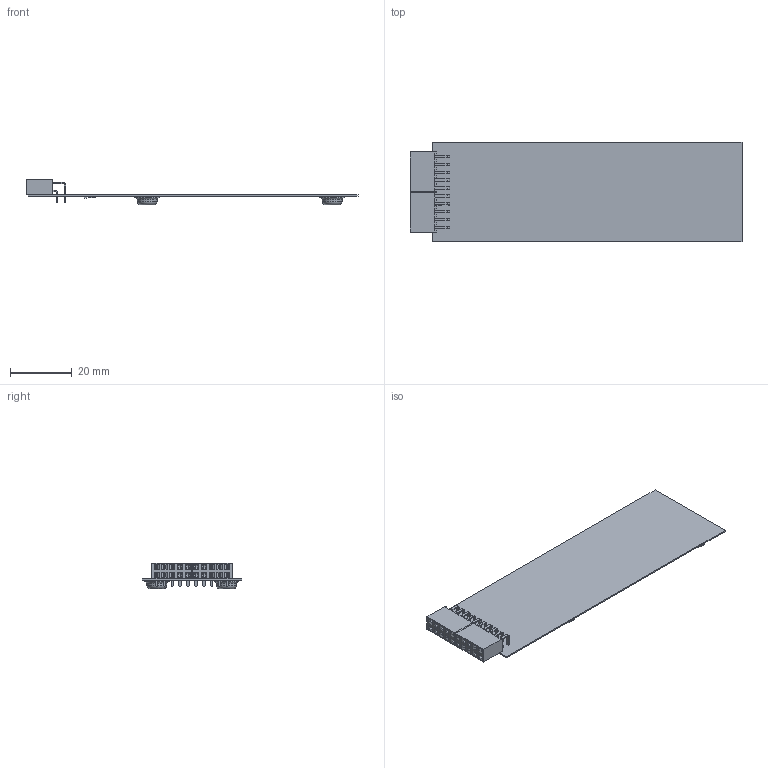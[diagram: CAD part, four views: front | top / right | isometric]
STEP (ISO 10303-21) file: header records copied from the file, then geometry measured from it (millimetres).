
FILE_DESCRIPTION(('Open CASCADE Model'),'2;1');
FILE_NAME('Open CASCADE Shape Model','2017-12-15T16:40:10',('Author'),( 'Open CASCADE'),'Open CASCADE STEP processor 6.8','Open CASCADE 6.8' ,'Unknown');
FILE_SCHEMA(('AUTOMOTIVE_DESIGN { 1 0 10303 214 1 1 1 1 }'));
Length unit declared in the file: millimetre
Products named in the file (53): PCB; Board; E2; SJxx76; E1; R15; 0402_SMD_Resistor; R14; R13; R12; R11; R10; R9; R2; D2; 982994680; Extruded; C10; 0402_SMD_Capacitor; C9; C8; C7; C6; C1; C2; C3; C4; D1; User_Library-SOD-523F; D3; D4; 982995224; D5; D6; D7; D8; D9; J1; Samtec-SSW-105-02-T-D-RA; R1 ...
Assembly tree (85 placements, depth 4):
  PCB
    Board
    E2
      SJxx76
    E1
      SJxx76
    R15
      0402_SMD_Resistor
    R14
      0402_SMD_Resistor
    R13
      0402_SMD_Resistor
    R12
      0402_SMD_Resistor
    R11
      0402_SMD_Resistor
    R10
      0402_SMD_Resistor
    R9
      0402_SMD_Resistor
    R2
      0402_SMD_Resistor
    D2
      982994680
        Extruded
    C10
      0402_SMD_Capacitor
    C9
      0402_SMD_Capacitor
    C8
      0402_SMD_Capacitor
    C7
      0402_SMD_Capacitor
    C6
      0402_SMD_Capacitor
    C1
      0402_SMD_Capacitor
    C2
      0402_SMD_Capacitor
    C3
      0402_SMD_Capacitor
    C4
      0402_SMD_Capacitor
    D1
      User_Library-SOD-523F
    D3
      982994680
        Extruded
    D4
      982995224
        Extruded
    D5
      982994680
        Extruded
    D6
      982994680
        Extruded
    D7
      982995224
        Extruded
Bounding box: 107.24 x 32 x 8.18 mm (x, y, z)
Volume: 2759 mm3; surface area: 9131.7 mm2
Topology: 42 solids, 42 shells, 2839 faces, 6782 edges, 3992 vertices
Faces by surface type: plane 1596, cylinder 552, bspline 479, sphere 200, torus 8, cone 4
Full cylindrical faces by diameter (mm): 8.001 x4
Entity records: 48987 total; most frequent: CARTESIAN_POINT 19300, DIRECTION 4642, LINE 3197, VECTOR 3197, ORIENTED_EDGE 2636, PCURVE 2636, DEFINITIONAL_REPRESENTATION 2636, EDGE_CURVE 1318
